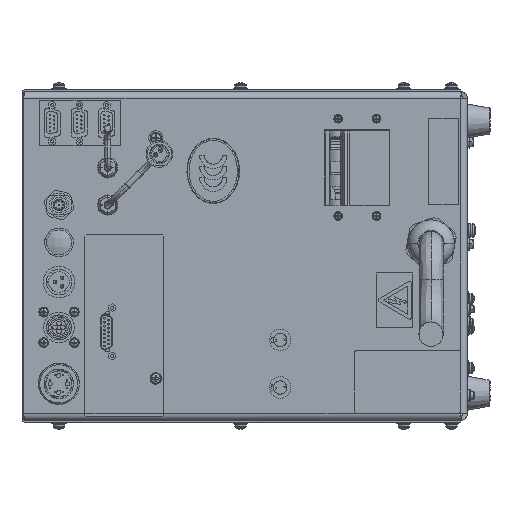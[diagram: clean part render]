
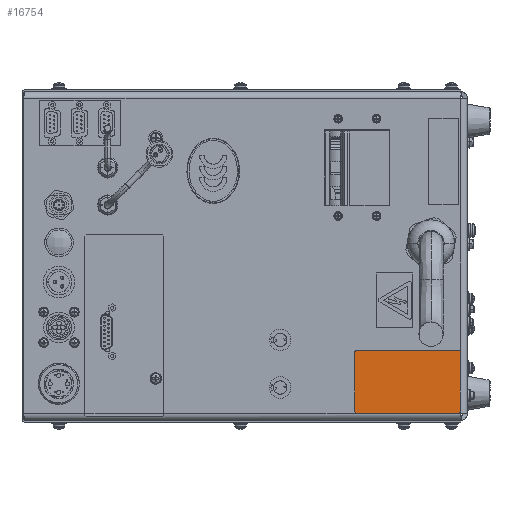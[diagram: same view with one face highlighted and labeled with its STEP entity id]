
A CAD part, left-side view. The second image highlights one B-rep face of the part: STEP entity #16754.
In plain terms, the highlighted planar face has unit normal (-1, 0, 0).
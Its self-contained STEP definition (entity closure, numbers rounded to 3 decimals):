
#4023 = EDGE_CURVE ( 'NONE', #134745, #160768, #25125, .T. ) ;
#5549 = DIRECTION ( 'NONE',  ( 0., 0., 1. ) ) ;
#5688 = ORIENTED_EDGE ( 'NONE', *, *, #42365, .T. ) ;
#7918 = ORIENTED_EDGE ( 'NONE', *, *, #4023, .F. ) ;
#10125 = LINE ( 'NONE', #64670, #150964 ) ;
#11814 = VERTEX_POINT ( 'NONE', #24248 ) ;
#12010 = ORIENTED_EDGE ( 'NONE', *, *, #60448, .F. ) ;
#13470 = DIRECTION ( 'NONE',  ( 0., 0., 1. ) ) ;
#15219 = EDGE_LOOP ( 'NONE', ( #167789, #136250, #112480, #7918, #12010, #145344, #5688, #148767 ) ) ;
#15530 = CARTESIAN_POINT ( 'NONE',  ( -377.51, 285.291, -379.09 ) ) ;
#16754 = ADVANCED_FACE ( 'NONE', ( #18316 ), #162590, .T. ) ;
#17124 = CARTESIAN_POINT ( 'NONE',  ( -377.51, 214.552, -380.677 ) ) ;
#18316 = FACE_OUTER_BOUND ( 'NONE', #15219, .T. ) ;
#21797 = CARTESIAN_POINT ( 'NONE',  ( -377.51, 285.291, -336.227 ) ) ;
#21861 = VERTEX_POINT ( 'NONE', #162838 ) ;
#22832 = EDGE_CURVE ( 'NONE', #149454, #21861, #115237, .T. ) ;
#24248 = CARTESIAN_POINT ( 'NONE',  ( -377.51, 214.552, -380.677 ) ) ;
#24735 = CARTESIAN_POINT ( 'NONE',  ( -377.51, 212.965, -337.815 ) ) ;
#25125 = CIRCLE ( 'NONE', #46858, 1.588 ) ;
#29251 = DIRECTION ( 'NONE',  ( 0., 0., 1. ) ) ;
#30518 = VECTOR ( 'NONE', #142067, 1000. ) ;
#35563 = DIRECTION ( 'NONE',  ( 0., -1., 0. ) ) ;
#39957 = EDGE_CURVE ( 'NONE', #160768, #149454, #10125, .T. ) ;
#41144 = CARTESIAN_POINT ( 'NONE',  ( -377.51, 214.552, -336.227 ) ) ;
#42365 = EDGE_CURVE ( 'NONE', #150054, #116659, #107460, .T. ) ;
#46858 = AXIS2_PLACEMENT_3D ( 'NONE', #15530, #111035, #29251 ) ;
#52865 = EDGE_CURVE ( 'NONE', #11814, #150054, #172937, .T. ) ;
#52930 = VECTOR ( 'NONE', #72727, 1000. ) ;
#54369 = VECTOR ( 'NONE', #35563, 1000. ) ;
#56445 = AXIS2_PLACEMENT_3D ( 'NONE', #176914, #95268, #13470 ) ;
#59023 = CARTESIAN_POINT ( 'NONE',  ( -377.51, 212.965, -379.09 ) ) ;
#60448 = EDGE_CURVE ( 'NONE', #11814, #134745, #89235, .T. ) ;
#64670 = CARTESIAN_POINT ( 'NONE',  ( -377.51, 286.879, -379.09 ) ) ;
#71095 = DIRECTION ( 'NONE',  ( 1., 0., 0. ) ) ;
#72727 = DIRECTION ( 'NONE',  ( 0., 1., 0. ) ) ;
#73591 = CARTESIAN_POINT ( 'NONE',  ( -377.51, 212.965, -358.452 ) ) ;
#80077 = DIRECTION ( 'NONE',  ( -1., 0., 0. ) ) ;
#87348 = DIRECTION ( 'NONE',  ( 1., 0., 0. ) ) ;
#87370 = EDGE_CURVE ( 'NONE', #95469, #116659, #94814, .T. ) ;
#89009 = CARTESIAN_POINT ( 'NONE',  ( -377.51, 286.879, -379.09 ) ) ;
#89235 = LINE ( 'NONE', #17124, #52930 ) ;
#89256 = EDGE_CURVE ( 'NONE', #21861, #95469, #90704, .T. ) ;
#89472 = AXIS2_PLACEMENT_3D ( 'NONE', #168928, #87348, #5549 ) ;
#90704 = LINE ( 'NONE', #21797, #54369 ) ;
#92198 = DIRECTION ( 'NONE',  ( 0., 0., 1. ) ) ;
#94814 = CIRCLE ( 'NONE', #159032, 1.588 ) ;
#95268 = DIRECTION ( 'NONE',  ( -1., 0., 0. ) ) ;
#95469 = VERTEX_POINT ( 'NONE', #41144 ) ;
#107460 = LINE ( 'NONE', #73591, #30518 ) ;
#111035 = DIRECTION ( 'NONE',  ( 1., 0., 0. ) ) ;
#112480 = ORIENTED_EDGE ( 'NONE', *, *, #39957, .F. ) ;
#115237 = CIRCLE ( 'NONE', #89472, 1.588 ) ;
#116659 = VERTEX_POINT ( 'NONE', #24735 ) ;
#122023 = CARTESIAN_POINT ( 'NONE',  ( -377.51, 286.879, -337.815 ) ) ;
#134745 = VERTEX_POINT ( 'NONE', #155102 ) ;
#136250 = ORIENTED_EDGE ( 'NONE', *, *, #22832, .F. ) ;
#142067 = DIRECTION ( 'NONE',  ( 0., 0., 1. ) ) ;
#145344 = ORIENTED_EDGE ( 'NONE', *, *, #52865, .T. ) ;
#148767 = ORIENTED_EDGE ( 'NONE', *, *, #87370, .F. ) ;
#149454 = VERTEX_POINT ( 'NONE', #122023 ) ;
#150054 = VERTEX_POINT ( 'NONE', #59023 ) ;
#150964 = VECTOR ( 'NONE', #92198, 1000. ) ;
#152736 = CARTESIAN_POINT ( 'NONE',  ( -377.51, 214.552, -337.815 ) ) ;
#154530 = AXIS2_PLACEMENT_3D ( 'NONE', #161678, #80077, #175443 ) ;
#155102 = CARTESIAN_POINT ( 'NONE',  ( -377.51, 285.291, -380.677 ) ) ;
#159032 = AXIS2_PLACEMENT_3D ( 'NONE', #152736, #71095, #166432 ) ;
#160768 = VERTEX_POINT ( 'NONE', #89009 ) ;
#161678 = CARTESIAN_POINT ( 'NONE',  ( -377.51, 214.552, -379.09 ) ) ;
#162590 = PLANE ( 'NONE',  #56445 ) ;
#162838 = CARTESIAN_POINT ( 'NONE',  ( -377.51, 285.291, -336.227 ) ) ;
#166432 = DIRECTION ( 'NONE',  ( 0., 0., 1. ) ) ;
#167789 = ORIENTED_EDGE ( 'NONE', *, *, #89256, .F. ) ;
#168928 = CARTESIAN_POINT ( 'NONE',  ( -377.51, 285.291, -337.815 ) ) ;
#172937 = CIRCLE ( 'NONE', #154530, 1.588 ) ;
#175443 = DIRECTION ( 'NONE',  ( 0., 0., 1. ) ) ;
#176914 = CARTESIAN_POINT ( 'NONE',  ( -377.51, 249.922, -358.452 ) ) ;
